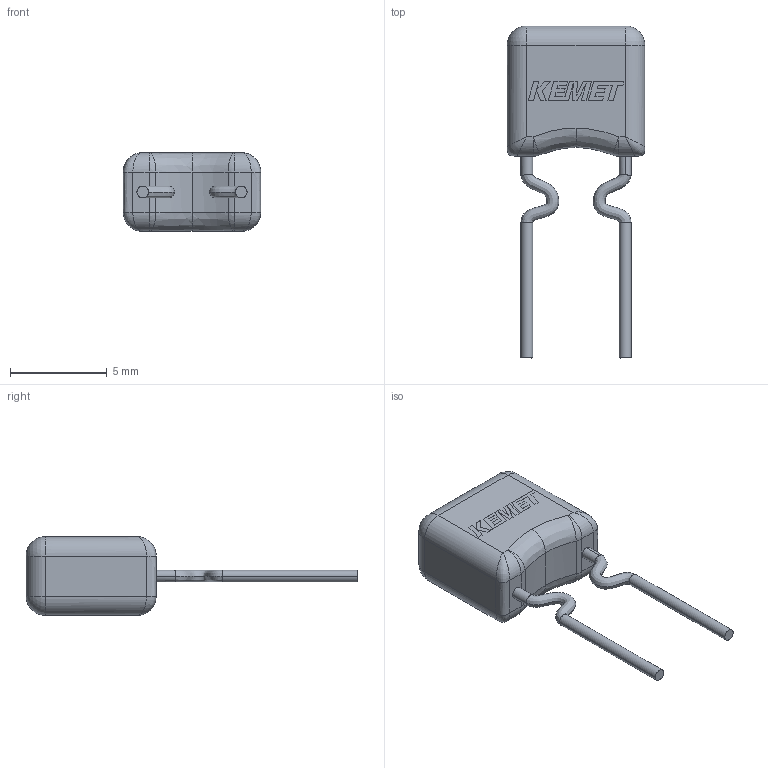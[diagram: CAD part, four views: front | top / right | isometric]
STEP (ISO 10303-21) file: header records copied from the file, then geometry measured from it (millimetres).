
FILE_DESCRIPTION (( 'STEP AP214' ), '1' );
FILE_NAME ('CCRC333_L7.11H10.16T4.07S5.08LL7F0.61.STEP', '2018-07-13T20:12:39', ( '' ), ( '' ), 'SwSTEP 2.0', 'SolidWorks 2014', '' );
FILE_SCHEMA (( 'AUTOMOTIVE_DESIGN' ));
Length unit declared in the file: millimetre
Products named in the file (1): CCRC333_L7.11H10.16T4.07S5.08LL7F0.61
Bounding box: 7.11 x 17.16 x 4.08 mm (x, y, z)
Volume: 184 mm3; surface area: 228.2 mm2
Topology: 4 solids, 4 shells, 112 faces, 274 edges, 160 vertices
Faces by surface type: plane 66, bspline 20, cylinder 18, sphere 8
Entity records: 7231 total; most frequent: CARTESIAN_POINT 3667, ORIENTED_EDGE 524, DIRECTION 452, EDGE_CURVE 262, VECTOR 190, LINE 190, VERTEX_POINT 160, AXIS2_PLACEMENT_3D 131
